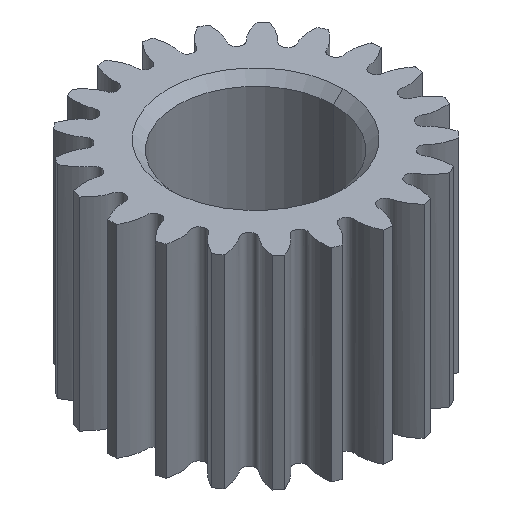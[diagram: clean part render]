
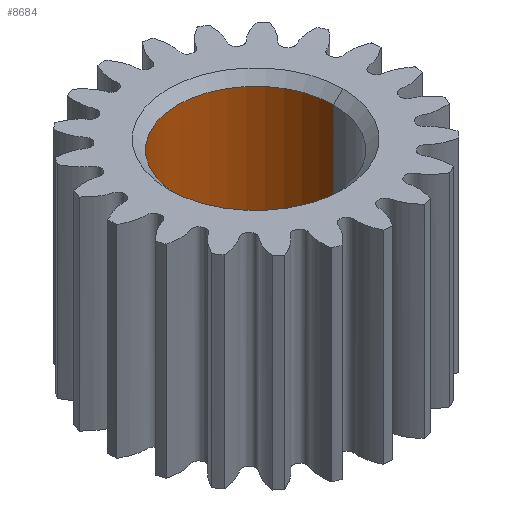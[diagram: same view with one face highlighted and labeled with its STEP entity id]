
A CAD part, isometric view. The second image highlights one B-rep face of the part: STEP entity #8684.
In plain terms, the highlighted cylindrical face has radius 2.5 mm (diameter 5 mm), a partial arc.
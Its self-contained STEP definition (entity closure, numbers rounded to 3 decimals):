
#772 = EDGE_LOOP ( 'NONE', ( #8074, #8075, #8076, #8077 ) ) ;
#1028 = EDGE_CURVE ( 'NONE', #8009, #8008, #8085, .T. ) ;
#1029 = EDGE_CURVE ( 'NONE', #8005, #1810, #8084, .T. ) ;
#1041 = AXIS2_PLACEMENT_3D ( 'NONE', #3904, #3905, #3906 ) ;
#1042 = AXIS2_PLACEMENT_3D ( 'NONE', #3908, #3909, #3910 ) ;
#1108 = AXIS2_PLACEMENT_3D ( 'NONE', #7932, #7933, #7931 ) ;
#1778 = CARTESIAN_POINT ( 'NONE',  ( -2.5, 0., 2.95 ) ) ;
#1810 = VERTEX_POINT ( 'NONE', #1778 ) ;
#1818 = CARTESIAN_POINT ( 'NONE',  ( -2.5, 0., -2.95 ) ) ;
#1819 = CARTESIAN_POINT ( 'NONE',  ( 2.5, 0., 2.95 ) ) ;
#1820 = CARTESIAN_POINT ( 'NONE',  ( 2.5, 0., -2.95 ) ) ;
#3904 = CARTESIAN_POINT ( 'NONE',  ( 0., 0., -2.95 ) ) ;
#3905 = DIRECTION ( 'NONE',  ( 0., 0., 1. ) ) ;
#3906 = DIRECTION ( 'NONE',  ( 1., 0., 0. ) ) ;
#3908 = CARTESIAN_POINT ( 'NONE',  ( 0., 0., 2.95 ) ) ;
#3909 = DIRECTION ( 'NONE',  ( 0., 0., 1. ) ) ;
#3910 = DIRECTION ( 'NONE',  ( 1., 0., 0. ) ) ;
#5180 = EDGE_CURVE ( 'NONE', #8009, #8005, #8154, .T. ) ;
#5181 = EDGE_CURVE ( 'NONE', #8008, #1810, #8160, .T. ) ;
#7931 = DIRECTION ( 'NONE',  ( 1., 0., 0. ) ) ;
#7932 = CARTESIAN_POINT ( 'NONE',  ( 0., 0., 0. ) ) ;
#7933 = DIRECTION ( 'NONE',  ( 0., 0., 1. ) ) ;
#8005 = VERTEX_POINT ( 'NONE', #1818 ) ;
#8008 = VERTEX_POINT ( 'NONE', #1819 ) ;
#8009 = VERTEX_POINT ( 'NONE', #1820 ) ;
#8074 = ORIENTED_EDGE ( 'NONE', *, *, #1029, .F. ) ;
#8075 = ORIENTED_EDGE ( 'NONE', *, *, #5180, .F. ) ;
#8076 = ORIENTED_EDGE ( 'NONE', *, *, #1028, .T. ) ;
#8077 = ORIENTED_EDGE ( 'NONE', *, *, #5181, .T. ) ;
#8084 = LINE ( 'NONE', #8615, #8094 ) ;
#8085 = LINE ( 'NONE', #8616, #8092 ) ;
#8092 = VECTOR ( 'NONE', #8621, 1000. ) ;
#8094 = VECTOR ( 'NONE', #8623, 1000. ) ;
#8154 = CIRCLE ( 'NONE', #1041, 2.5 ) ;
#8160 = CIRCLE ( 'NONE', #1042, 2.5 ) ;
#8234 = CYLINDRICAL_SURFACE ( 'NONE', #1108, 2.5 ) ;
#8267 = FACE_OUTER_BOUND ( 'NONE', #772, .T. ) ;
#8615 = CARTESIAN_POINT ( 'NONE',  ( -2.5, 0., 0. ) ) ;
#8616 = CARTESIAN_POINT ( 'NONE',  ( 2.5, 0., 0. ) ) ;
#8621 = DIRECTION ( 'NONE',  ( 0., 0., 1. ) ) ;
#8623 = DIRECTION ( 'NONE',  ( 0., 0., 1. ) ) ;
#8684 = ADVANCED_FACE ( 'NONE', ( #8267 ), #8234, .F. ) ;
